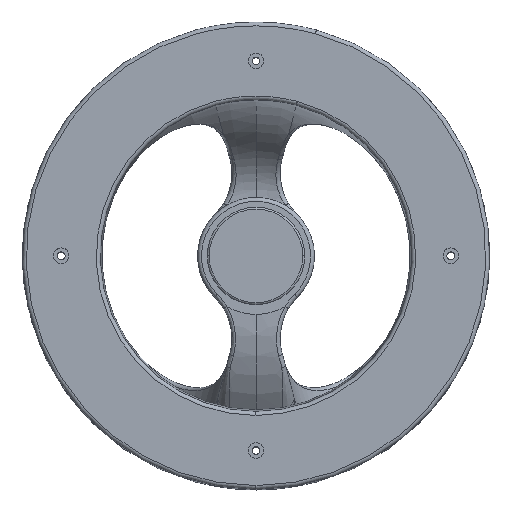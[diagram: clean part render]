
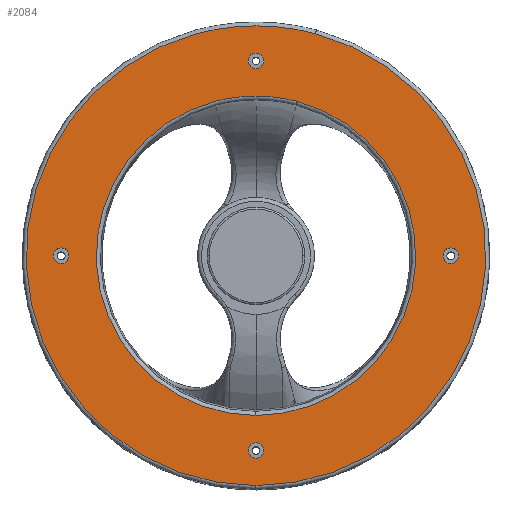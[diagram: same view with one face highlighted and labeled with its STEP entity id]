
A CAD part, top view. The second image highlights one B-rep face of the part: STEP entity #2084.
In plain terms, the highlighted planar face has unit normal (0, 0, 1).
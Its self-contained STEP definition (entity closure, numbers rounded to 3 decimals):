
#977=CARTESIAN_POINT('Vertex',(0.,52.,53.5)) ;
#980=CARTESIAN_POINT('Axis2P3D Location',(0.,50.,53.5)) ;
#984=CARTESIAN_POINT('Vertex',(-2.,50.,53.5)) ;
#1003=CARTESIAN_POINT('Vertex',(0.,48.,53.5)) ;
#1006=CARTESIAN_POINT('Axis2P3D Location',(0.,50.,53.5)) ;
#1027=CARTESIAN_POINT('Vertex',(-52.,0.,53.5)) ;
#1032=CARTESIAN_POINT('Axis2P3D Location',(-50.,0.,53.5)) ;
#1036=CARTESIAN_POINT('Vertex',(-48.,0.,53.5)) ;
#1058=CARTESIAN_POINT('Axis2P3D Location',(-50.,0.,53.5)) ;
#1146=CARTESIAN_POINT('Vertex',(0.,-48.,53.5)) ;
#1149=CARTESIAN_POINT('Axis2P3D Location',(0.,-50.,53.5)) ;
#1153=CARTESIAN_POINT('Vertex',(-2.,-50.,53.5)) ;
#1172=CARTESIAN_POINT('Vertex',(0.,-52.,53.5)) ;
#1175=CARTESIAN_POINT('Axis2P3D Location',(0.,-50.,53.5)) ;
#1724=CARTESIAN_POINT('Vertex',(2.,50.,53.5)) ;
#1727=CARTESIAN_POINT('Axis2P3D Location',(0.,50.,53.5)) ;
#1739=CARTESIAN_POINT('Axis2P3D Location',(0.,50.,53.5)) ;
#1769=CARTESIAN_POINT('Vertex',(48.,0.,53.5)) ;
#1772=CARTESIAN_POINT('Axis2P3D Location',(50.,0.,53.5)) ;
#1776=CARTESIAN_POINT('Vertex',(52.,0.,53.5)) ;
#1796=CARTESIAN_POINT('Axis2P3D Location',(50.,0.,53.5)) ;
#1826=CARTESIAN_POINT('Vertex',(2.,-50.,53.5)) ;
#1829=CARTESIAN_POINT('Axis2P3D Location',(0.,-50.,53.5)) ;
#1841=CARTESIAN_POINT('Axis2P3D Location',(0.,-50.,53.5)) ;
#1950=CARTESIAN_POINT('Vertex',(15.268,56.983,53.5)) ;
#1953=CARTESIAN_POINT('Axis2P3D Location',(0.,0.,53.5)) ;
#1957=CARTESIAN_POINT('Vertex',(0.,-58.993,53.5)) ;
#1977=CARTESIAN_POINT('Axis2P3D Location',(0.,0.,53.5)) ;
#1981=CARTESIAN_POINT('Vertex',(-15.268,56.983,53.5)) ;
#1984=CARTESIAN_POINT('Axis2P3D Location',(0.,0.,53.5)) ;
#1988=CARTESIAN_POINT('Vertex',(0.,58.993,53.5)) ;
#1991=CARTESIAN_POINT('Axis2P3D Location',(0.,0.,53.5)) ;
#2019=CARTESIAN_POINT('Axis2P3D Location',(0.,40.,53.5)) ;
#2030=CARTESIAN_POINT('Axis2P3D Location',(0.,0.,53.5)) ;
#2034=CARTESIAN_POINT('Vertex',(0.,40.995,53.5)) ;
#2036=CARTESIAN_POINT('Vertex',(-10.61,39.598,53.5)) ;
#2039=CARTESIAN_POINT('Axis2P3D Location',(0.,0.,53.5)) ;
#2043=CARTESIAN_POINT('Vertex',(10.61,39.598,53.5)) ;
#2046=CARTESIAN_POINT('Axis2P3D Location',(0.,0.,53.5)) ;
#2050=CARTESIAN_POINT('Vertex',(0.,-40.995,53.5)) ;
#2053=CARTESIAN_POINT('Axis2P3D Location',(0.,0.,53.5)) ;
#981=DIRECTION('Axis2P3D Direction',(0.,0.,1.)) ;
#1007=DIRECTION('Axis2P3D Direction',(0.,0.,1.)) ;
#1033=DIRECTION('Axis2P3D Direction',(0.,0.,1.)) ;
#1059=DIRECTION('Axis2P3D Direction',(0.,0.,1.)) ;
#1150=DIRECTION('Axis2P3D Direction',(0.,0.,1.)) ;
#1176=DIRECTION('Axis2P3D Direction',(0.,0.,1.)) ;
#1728=DIRECTION('Axis2P3D Direction',(0.,0.,-1.)) ;
#1740=DIRECTION('Axis2P3D Direction',(0.,0.,-1.)) ;
#1773=DIRECTION('Axis2P3D Direction',(0.,0.,-1.)) ;
#1797=DIRECTION('Axis2P3D Direction',(0.,0.,-1.)) ;
#1830=DIRECTION('Axis2P3D Direction',(0.,0.,-1.)) ;
#1842=DIRECTION('Axis2P3D Direction',(0.,0.,-1.)) ;
#1954=DIRECTION('Axis2P3D Direction',(0.,0.,1.)) ;
#1978=DIRECTION('Axis2P3D Direction',(0.,-0.,1.)) ;
#1985=DIRECTION('Axis2P3D Direction',(0.,-0.,1.)) ;
#1992=DIRECTION('Axis2P3D Direction',(0.,-0.,1.)) ;
#2020=DIRECTION('Axis2P3D Direction',(0.,0.,1.)) ;
#2021=DIRECTION('Axis2P3D XDirection',(1.,0.,0.)) ;
#2031=DIRECTION('Axis2P3D Direction',(0.,0.,1.)) ;
#2040=DIRECTION('Axis2P3D Direction',(0.,0.,1.)) ;
#2047=DIRECTION('Axis2P3D Direction',(0.,0.,1.)) ;
#2054=DIRECTION('Axis2P3D Direction',(0.,0.,1.)) ;
#982=AXIS2_PLACEMENT_3D('Circle Axis2P3D',#980,#981,$) ;
#1008=AXIS2_PLACEMENT_3D('Circle Axis2P3D',#1006,#1007,$) ;
#1034=AXIS2_PLACEMENT_3D('Circle Axis2P3D',#1032,#1033,$) ;
#1060=AXIS2_PLACEMENT_3D('Circle Axis2P3D',#1058,#1059,$) ;
#1151=AXIS2_PLACEMENT_3D('Circle Axis2P3D',#1149,#1150,$) ;
#1177=AXIS2_PLACEMENT_3D('Circle Axis2P3D',#1175,#1176,$) ;
#1729=AXIS2_PLACEMENT_3D('Circle Axis2P3D',#1727,#1728,$) ;
#1741=AXIS2_PLACEMENT_3D('Circle Axis2P3D',#1739,#1740,$) ;
#1774=AXIS2_PLACEMENT_3D('Circle Axis2P3D',#1772,#1773,$) ;
#1798=AXIS2_PLACEMENT_3D('Circle Axis2P3D',#1796,#1797,$) ;
#1831=AXIS2_PLACEMENT_3D('Circle Axis2P3D',#1829,#1830,$) ;
#1843=AXIS2_PLACEMENT_3D('Circle Axis2P3D',#1841,#1842,$) ;
#1955=AXIS2_PLACEMENT_3D('Circle Axis2P3D',#1953,#1954,$) ;
#1979=AXIS2_PLACEMENT_3D('Circle Axis2P3D',#1977,#1978,$) ;
#1986=AXIS2_PLACEMENT_3D('Circle Axis2P3D',#1984,#1985,$) ;
#1993=AXIS2_PLACEMENT_3D('Circle Axis2P3D',#1991,#1992,$) ;
#2022=AXIS2_PLACEMENT_3D('Plane Axis2P3D',#2019,#2020,#2021) ;
#2032=AXIS2_PLACEMENT_3D('Circle Axis2P3D',#2030,#2031,$) ;
#2041=AXIS2_PLACEMENT_3D('Circle Axis2P3D',#2039,#2040,$) ;
#2048=AXIS2_PLACEMENT_3D('Circle Axis2P3D',#2046,#2047,$) ;
#2055=AXIS2_PLACEMENT_3D('Circle Axis2P3D',#2053,#2054,$) ;
#2025=ORIENTED_EDGE('',*,*,#1995,.F.) ;
#2026=ORIENTED_EDGE('',*,*,#1990,.F.) ;
#2027=ORIENTED_EDGE('',*,*,#1983,.F.) ;
#2028=ORIENTED_EDGE('',*,*,#1959,.F.) ;
#2059=ORIENTED_EDGE('',*,*,#2038,.F.) ;
#2060=ORIENTED_EDGE('',*,*,#2045,.F.) ;
#2061=ORIENTED_EDGE('',*,*,#2052,.F.) ;
#2062=ORIENTED_EDGE('',*,*,#2057,.F.) ;
#2065=ORIENTED_EDGE('',*,*,#1778,.T.) ;
#2066=ORIENTED_EDGE('',*,*,#1800,.T.) ;
#2069=ORIENTED_EDGE('',*,*,#1845,.T.) ;
#2070=ORIENTED_EDGE('',*,*,#1179,.F.) ;
#2071=ORIENTED_EDGE('',*,*,#1155,.F.) ;
#2072=ORIENTED_EDGE('',*,*,#1833,.T.) ;
#2075=ORIENTED_EDGE('',*,*,#1062,.F.) ;
#2076=ORIENTED_EDGE('',*,*,#1038,.F.) ;
#2079=ORIENTED_EDGE('',*,*,#986,.F.) ;
#2080=ORIENTED_EDGE('',*,*,#1731,.T.) ;
#2081=ORIENTED_EDGE('',*,*,#1743,.T.) ;
#2082=ORIENTED_EDGE('',*,*,#1010,.F.) ;
#2063=FACE_BOUND('',#2058,.T.) ;
#2067=FACE_BOUND('',#2064,.T.) ;
#2073=FACE_BOUND('',#2068,.T.) ;
#2077=FACE_BOUND('',#2074,.T.) ;
#2083=FACE_BOUND('',#2078,.T.) ;
#2084=ADVANCED_FACE('PartBody',(#2029,#2063,#2067,#2073,#2077,#2083),#2023,.T.) ;
#983=CIRCLE('generated circle',#982,2.) ;
#1009=CIRCLE('generated circle',#1008,2.) ;
#1035=CIRCLE('generated circle',#1034,2.) ;
#1061=CIRCLE('generated circle',#1060,2.) ;
#1152=CIRCLE('generated circle',#1151,2.) ;
#1178=CIRCLE('generated circle',#1177,2.) ;
#1730=CIRCLE('generated circle',#1729,2.) ;
#1742=CIRCLE('generated circle',#1741,2.) ;
#1775=CIRCLE('generated circle',#1774,2.) ;
#1799=CIRCLE('generated circle',#1798,2.) ;
#1832=CIRCLE('generated circle',#1831,2.) ;
#1844=CIRCLE('generated circle',#1843,2.) ;
#1956=CIRCLE('generated circle',#1955,58.993) ;
#1980=CIRCLE('generated circle',#1979,58.993) ;
#1987=CIRCLE('generated circle',#1986,58.993) ;
#1994=CIRCLE('generated circle',#1993,58.993) ;
#2033=CIRCLE('generated circle',#2032,40.995) ;
#2042=CIRCLE('generated circle',#2041,40.995) ;
#2049=CIRCLE('generated circle',#2048,40.995) ;
#2056=CIRCLE('generated circle',#2055,40.995) ;
#986=EDGE_CURVE('',#978,#985,#983,.T.) ;
#1010=EDGE_CURVE('',#985,#1004,#1009,.T.) ;
#1038=EDGE_CURVE('',#1028,#1037,#1035,.T.) ;
#1062=EDGE_CURVE('',#1037,#1028,#1061,.T.) ;
#1155=EDGE_CURVE('',#1147,#1154,#1152,.T.) ;
#1179=EDGE_CURVE('',#1154,#1173,#1178,.T.) ;
#1731=EDGE_CURVE('',#978,#1725,#1730,.T.) ;
#1743=EDGE_CURVE('',#1725,#1004,#1742,.T.) ;
#1778=EDGE_CURVE('',#1777,#1770,#1775,.T.) ;
#1800=EDGE_CURVE('',#1770,#1777,#1799,.T.) ;
#1833=EDGE_CURVE('',#1147,#1827,#1832,.T.) ;
#1845=EDGE_CURVE('',#1827,#1173,#1844,.T.) ;
#1959=EDGE_CURVE('',#1951,#1958,#1956,.F.) ;
#1983=EDGE_CURVE('',#1958,#1982,#1980,.F.) ;
#1990=EDGE_CURVE('',#1982,#1989,#1987,.F.) ;
#1995=EDGE_CURVE('',#1989,#1951,#1994,.F.) ;
#2038=EDGE_CURVE('',#2035,#2037,#2033,.T.) ;
#2045=EDGE_CURVE('',#2044,#2035,#2042,.T.) ;
#2052=EDGE_CURVE('',#2051,#2044,#2049,.T.) ;
#2057=EDGE_CURVE('',#2037,#2051,#2056,.T.) ;
#2024=EDGE_LOOP('',(#2025,#2026,#2027,#2028)) ;
#2058=EDGE_LOOP('',(#2059,#2060,#2061,#2062)) ;
#2064=EDGE_LOOP('',(#2065,#2066)) ;
#2068=EDGE_LOOP('',(#2069,#2070,#2071,#2072)) ;
#2074=EDGE_LOOP('',(#2075,#2076)) ;
#2078=EDGE_LOOP('',(#2079,#2080,#2081,#2082)) ;
#2029=FACE_OUTER_BOUND('',#2024,.T.) ;
#2023=PLANE('',#2022) ;
#978=VERTEX_POINT('',#977) ;
#985=VERTEX_POINT('',#984) ;
#1004=VERTEX_POINT('',#1003) ;
#1028=VERTEX_POINT('',#1027) ;
#1037=VERTEX_POINT('',#1036) ;
#1147=VERTEX_POINT('',#1146) ;
#1154=VERTEX_POINT('',#1153) ;
#1173=VERTEX_POINT('',#1172) ;
#1725=VERTEX_POINT('',#1724) ;
#1770=VERTEX_POINT('',#1769) ;
#1777=VERTEX_POINT('',#1776) ;
#1827=VERTEX_POINT('',#1826) ;
#1951=VERTEX_POINT('',#1950) ;
#1958=VERTEX_POINT('',#1957) ;
#1982=VERTEX_POINT('',#1981) ;
#1989=VERTEX_POINT('',#1988) ;
#2035=VERTEX_POINT('',#2034) ;
#2037=VERTEX_POINT('',#2036) ;
#2044=VERTEX_POINT('',#2043) ;
#2051=VERTEX_POINT('',#2050) ;
